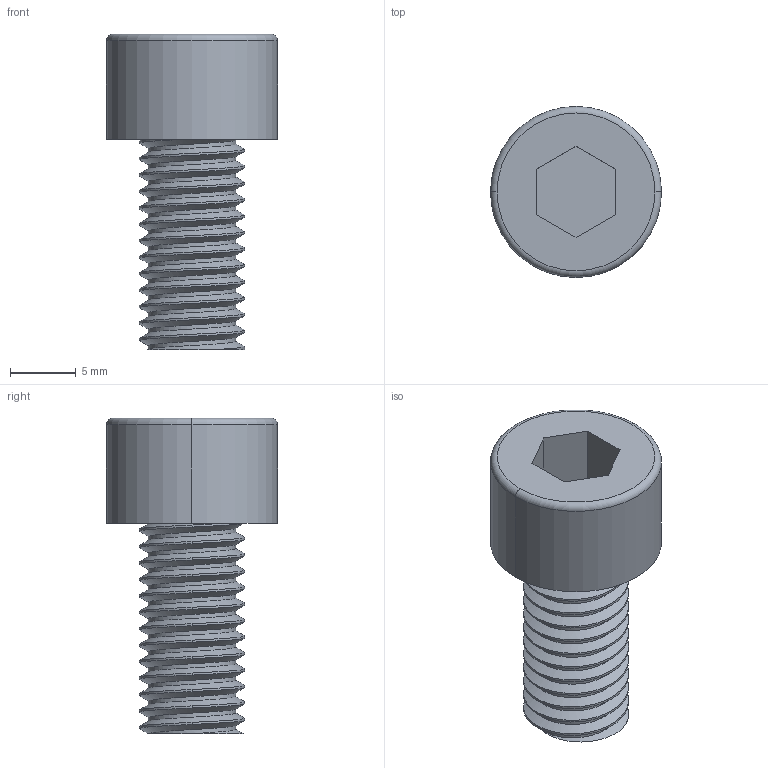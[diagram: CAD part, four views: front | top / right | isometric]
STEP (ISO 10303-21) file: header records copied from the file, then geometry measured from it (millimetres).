
FILE_DESCRIPTION (( 'STEP AP203' ), '1' );
FILE_NAME ('084.301.029.STEP', '2018-03-14T15:57:34', ( '' ), ( '' ), 'SwSTEP 2.0', 'SolidWorks 2016', '' );
FILE_SCHEMA (( 'CONFIG_CONTROL_DESIGN' ));
Length unit declared in the file: millimetre
Products named in the file (1): 084.301.029
Bounding box: 13 x 13 x 24 mm (x, y, z)
Volume: 1561 mm3; surface area: 1304.1 mm2
Topology: 1 solids, 1 shells, 47 faces, 124 edges, 81 vertices
Faces by surface type: cylinder 29, plane 12, bspline 4, torus 2
Entity records: 4494 total; most frequent: CARTESIAN_POINT 3412, ORIENTED_EDGE 248, DIRECTION 161, EDGE_CURVE 124, VERTEX_POINT 81, AXIS2_PLACEMENT_3D 55, VECTOR 51, LINE 51
